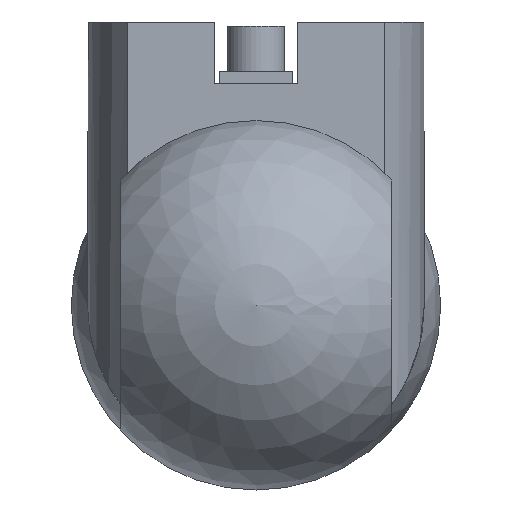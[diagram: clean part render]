
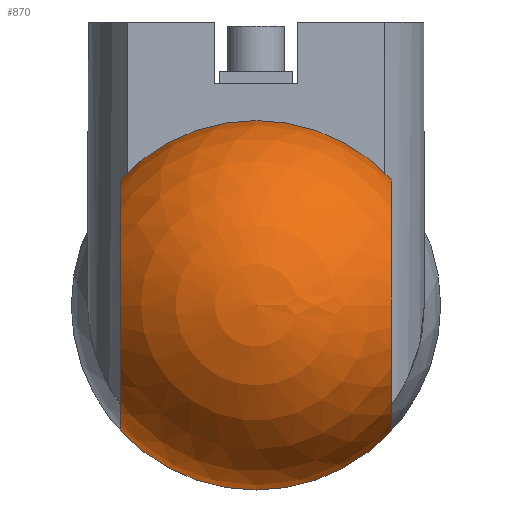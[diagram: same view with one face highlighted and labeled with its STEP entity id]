
A CAD part, front view. The second image highlights one B-rep face of the part: STEP entity #870.
In plain terms, the highlighted spherical face has radius 45 mm.
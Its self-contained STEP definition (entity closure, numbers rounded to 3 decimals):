
#28=SPHERICAL_SURFACE('',#1022,45.);
#151=FACE_OUTER_BOUND('',#226,.T.);
#226=EDGE_LOOP('',(#784,#785,#786,#787,#788,#789,#790));
#373=CIRCLE('',#1002,30.594);
#375=CIRCLE('',#1005,30.594);
#378=CIRCLE('',#1008,30.594);
#379=CIRCLE('',#1010,45.);
#388=CIRCLE('',#1023,45.);
#389=CIRCLE('',#1024,45.);
#451=VERTEX_POINT('',#1523);
#452=VERTEX_POINT('',#1524);
#455=VERTEX_POINT('',#1532);
#456=VERTEX_POINT('',#1533);
#460=VERTEX_POINT('',#1541);
#465=VERTEX_POINT('',#1563);
#555=EDGE_CURVE('',#451,#452,#373,.T.);
#559=EDGE_CURVE('',#455,#456,#375,.T.);
#564=EDGE_CURVE('',#456,#460,#378,.T.);
#565=EDGE_CURVE('',#451,#460,#379,.T.);
#574=EDGE_CURVE('',#455,#452,#388,.T.);
#575=EDGE_CURVE('',#465,#456,#389,.T.);
#784=ORIENTED_EDGE('',*,*,#555,.T.);
#785=ORIENTED_EDGE('',*,*,#574,.F.);
#786=ORIENTED_EDGE('',*,*,#559,.T.);
#787=ORIENTED_EDGE('',*,*,#575,.F.);
#788=ORIENTED_EDGE('',*,*,#575,.T.);
#789=ORIENTED_EDGE('',*,*,#564,.T.);
#790=ORIENTED_EDGE('',*,*,#565,.F.);
#870=ADVANCED_FACE('',(#151),#28,.T.);
#1002=AXIS2_PLACEMENT_3D('',#1525,#1260,#1261);
#1005=AXIS2_PLACEMENT_3D('',#1534,#1268,#1269);
#1008=AXIS2_PLACEMENT_3D('',#1543,#1276,#1277);
#1010=AXIS2_PLACEMENT_3D('',#1545,#1280,#1281);
#1022=AXIS2_PLACEMENT_3D('',#1561,#1304,#1305);
#1023=AXIS2_PLACEMENT_3D('',#1562,#1306,#1307);
#1024=AXIS2_PLACEMENT_3D('',#1564,#1308,#1309);
#1260=DIRECTION('center_axis',(0.,0.,1.));
#1261=DIRECTION('ref_axis',(0.,1.,0.));
#1268=DIRECTION('center_axis',(0.,0.,-1.));
#1269=DIRECTION('ref_axis',(0.,-1.,0.));
#1276=DIRECTION('center_axis',(0.,0.,-1.));
#1277=DIRECTION('ref_axis',(0.,-1.,0.));
#1280=DIRECTION('center_axis',(0.,-1.,0.));
#1281=DIRECTION('ref_axis',(1.,0.,0.));
#1304=DIRECTION('center_axis',(0.,1.,0.));
#1305=DIRECTION('ref_axis',(0.,0.,-1.));
#1306=DIRECTION('center_axis',(0.,-1.,0.));
#1307=DIRECTION('ref_axis',(1.,0.,0.));
#1308=DIRECTION('center_axis',(1.,0.,0.));
#1309=DIRECTION('ref_axis',(0.,0.,1.));
#1523=CARTESIAN_POINT('',(30.594,79.5,-33.));
#1524=CARTESIAN_POINT('',(-30.594,79.5,-33.));
#1525=CARTESIAN_POINT('Origin',(0.,79.5,-33.));
#1532=CARTESIAN_POINT('',(-30.594,79.5,33.));
#1533=CARTESIAN_POINT('',(0.,110.094,33.));
#1534=CARTESIAN_POINT('Origin',(0.,79.5,33.));
#1541=CARTESIAN_POINT('',(30.594,79.5,33.));
#1543=CARTESIAN_POINT('Origin',(0.,79.5,33.));
#1545=CARTESIAN_POINT('Origin',(0.,79.5,0.));
#1561=CARTESIAN_POINT('Origin',(0.,79.5,0.));
#1562=CARTESIAN_POINT('Origin',(0.,79.5,0.));
#1563=CARTESIAN_POINT('',(0.,124.5,0.));
#1564=CARTESIAN_POINT('Origin',(0.,79.5,0.));
